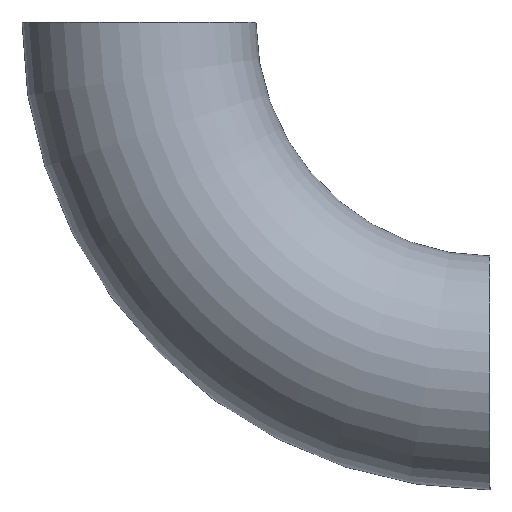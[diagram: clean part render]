
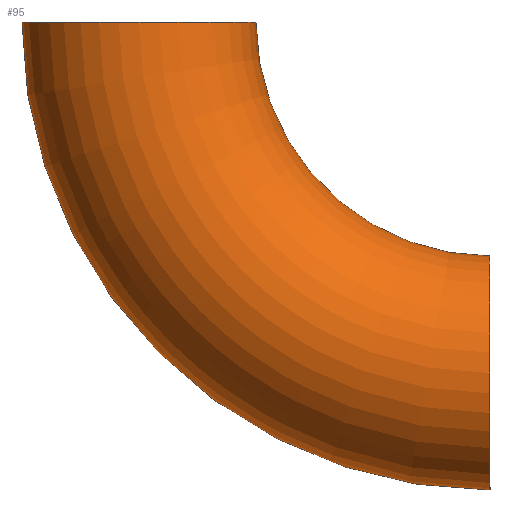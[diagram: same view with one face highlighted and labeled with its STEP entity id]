
A CAD part, front view. The second image highlights one B-rep face of the part: STEP entity #95.
In plain terms, the highlighted toroidal (fillet/blend) face has major radius 57.15 mm and minor radius 19.05 mm.
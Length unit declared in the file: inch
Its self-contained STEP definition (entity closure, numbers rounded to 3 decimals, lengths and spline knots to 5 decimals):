
#1 = CARTESIAN_POINT ( 'NONE',  ( 2.25, 0., -3. ) ) ;
#4 = ORIENTED_EDGE ( 'NONE', *, *, #178, .T. ) ;
#5 = ORIENTED_EDGE ( 'NONE', *, *, #123, .T. ) ;
#11 = DIRECTION ( 'NONE',  ( 0., 0., -1. ) ) ;
#12 = AXIS2_PLACEMENT_3D ( 'NONE', #206, #173, #108 ) ;
#21 = TOROIDAL_SURFACE ( 'NONE', #199, 2.25, 0.75 ) ;
#26 = EDGE_LOOP ( 'NONE', ( #146, #5, #4, #134 ) ) ;
#28 = CARTESIAN_POINT ( 'NONE',  ( 2.25, 0., 0. ) ) ;
#45 = CARTESIAN_POINT ( 'NONE',  ( 2.25, 0., 0. ) ) ;
#50 = DIRECTION ( 'NONE',  ( 0., 0., -1. ) ) ;
#52 = CIRCLE ( 'NONE', #220, 3. ) ;
#59 = DIRECTION ( 'NONE',  ( 1., 0., 0. ) ) ;
#62 = EDGE_CURVE ( 'NONE', #94, #73, #153, .T. ) ;
#65 = CARTESIAN_POINT ( 'NONE',  ( -0.75, 0., 0. ) ) ;
#71 = AXIS2_PLACEMENT_3D ( 'NONE', #79, #149, #59 ) ;
#73 = VERTEX_POINT ( 'NONE', #183 ) ;
#76 = EDGE_CURVE ( 'NONE', #119, #94, #217, .T. ) ;
#79 = CARTESIAN_POINT ( 'NONE',  ( 0., 0., 0. ) ) ;
#88 = DIRECTION ( 'NONE',  ( 0., 0., -1. ) ) ;
#91 = DIRECTION ( 'NONE',  ( 0., -1., 0. ) ) ;
#94 = VERTEX_POINT ( 'NONE', #201 ) ;
#95 = ADVANCED_FACE ( 'NONE', ( #102 ), #21, .T. ) ;
#102 = FACE_OUTER_BOUND ( 'NONE', #26, .T. ) ;
#108 = DIRECTION ( 'NONE',  ( 0., 0., 1. ) ) ;
#119 = VERTEX_POINT ( 'NONE', #65 ) ;
#123 = EDGE_CURVE ( 'NONE', #119, #211, #52, .T. ) ;
#134 = ORIENTED_EDGE ( 'NONE', *, *, #62, .F. ) ;
#141 = DIRECTION ( 'NONE',  ( 0., -1., 0. ) ) ;
#146 = ORIENTED_EDGE ( 'NONE', *, *, #76, .F. ) ;
#149 = DIRECTION ( 'NONE',  ( 0., 0., 1. ) ) ;
#153 = CIRCLE ( 'NONE', #180, 1.5 ) ;
#173 = DIRECTION ( 'NONE',  ( -1., 0., 0. ) ) ;
#178 = EDGE_CURVE ( 'NONE', #211, #73, #227, .T. ) ;
#180 = AXIS2_PLACEMENT_3D ( 'NONE', #28, #141, #50 ) ;
#183 = CARTESIAN_POINT ( 'NONE',  ( 2.25, 0., -1.5 ) ) ;
#184 = DIRECTION ( 'NONE',  ( 0., -1., 0. ) ) ;
#193 = CARTESIAN_POINT ( 'NONE',  ( 2.25, 0., 0. ) ) ;
#199 = AXIS2_PLACEMENT_3D ( 'NONE', #45, #184, #11 ) ;
#201 = CARTESIAN_POINT ( 'NONE',  ( 0.75, 0., 0. ) ) ;
#206 = CARTESIAN_POINT ( 'NONE',  ( 2.25, 0., -2.25 ) ) ;
#211 = VERTEX_POINT ( 'NONE', #1 ) ;
#217 = CIRCLE ( 'NONE', #71, 0.75 ) ;
#220 = AXIS2_PLACEMENT_3D ( 'NONE', #193, #91, #88 ) ;
#227 = CIRCLE ( 'NONE', #12, 0.75 ) ;
